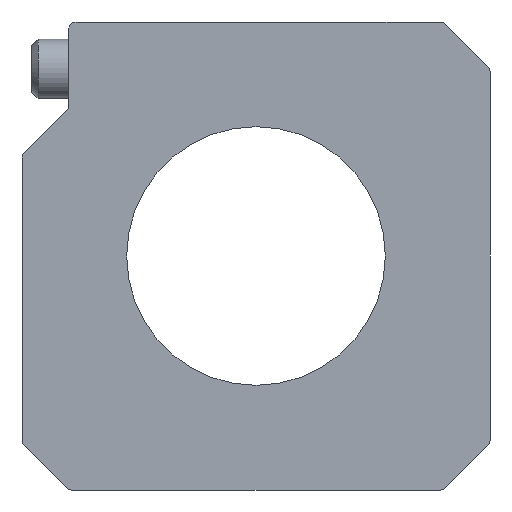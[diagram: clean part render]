
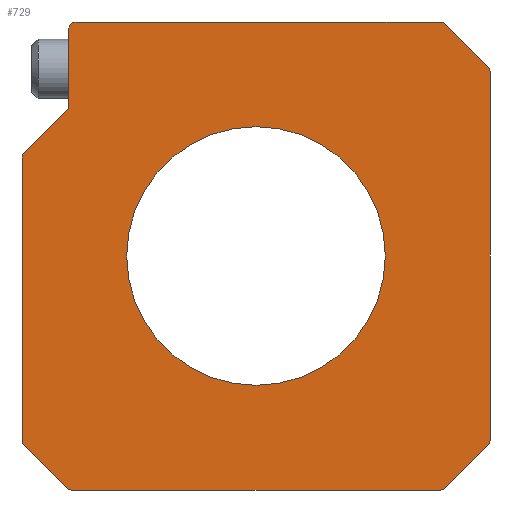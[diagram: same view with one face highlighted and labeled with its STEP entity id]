
A CAD part, left-side view. The second image highlights one B-rep face of the part: STEP entity #729.
In plain terms, the highlighted planar face has unit normal (-1, 0, 0).
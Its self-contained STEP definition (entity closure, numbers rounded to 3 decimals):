
#729=ADVANCED_FACE('',(#1708,#1710),#1712,.T.);
#1708=FACE_BOUND('',#1709,.T.);
#1709=EDGE_LOOP('',(#2604,#2605,#2606,#2607,#2608,#2609,#2610,#2611,#2612,#2613,
#2614,#2615,#2616,#2617,#2618,#2619,#2620));
#1710=FACE_BOUND('',#1711,.T.);
#1711=EDGE_LOOP('',(#2621));
#1712=PLANE('',#1713);
#1713=AXIS2_PLACEMENT_3D('',#1714,#1715,#1716);
#1714=CARTESIAN_POINT('',(-100.,0.,0.));
#1715=DIRECTION('',(-1.,0.,0.));
#1716=DIRECTION('',(0.,0.,-1.));
#2604=ORIENTED_EDGE('',*,*,#3000,.T.);
#2605=ORIENTED_EDGE('',*,*,#2998,.T.);
#2606=ORIENTED_EDGE('',*,*,#2996,.T.);
#2607=ORIENTED_EDGE('',*,*,#2994,.T.);
#2608=ORIENTED_EDGE('',*,*,#2992,.T.);
#2609=ORIENTED_EDGE('',*,*,#2990,.T.);
#2610=ORIENTED_EDGE('',*,*,#2988,.T.);
#2611=ORIENTED_EDGE('',*,*,#2986,.T.);
#2612=ORIENTED_EDGE('',*,*,#2984,.T.);
#2613=ORIENTED_EDGE('',*,*,#2980,.T.);
#2614=ORIENTED_EDGE('',*,*,#2978,.T.);
#2615=ORIENTED_EDGE('',*,*,#2976,.T.);
#2616=ORIENTED_EDGE('',*,*,#2974,.T.);
#2617=ORIENTED_EDGE('',*,*,#2972,.T.);
#2618=ORIENTED_EDGE('',*,*,#2970,.T.);
#2619=ORIENTED_EDGE('',*,*,#2967,.T.);
#2620=ORIENTED_EDGE('',*,*,#3002,.T.);
#2621=ORIENTED_EDGE('',*,*,#3003,.T.);
#2967=EDGE_CURVE('',#3312,#3310,#3313,.T.);
#2970=EDGE_CURVE('',#3317,#3312,#3318,.T.);
#2972=EDGE_CURVE('',#3320,#3317,#3321,.T.);
#2974=EDGE_CURVE('',#3323,#3320,#3324,.T.);
#2976=EDGE_CURVE('',#3326,#3323,#3327,.T.);
#2978=EDGE_CURVE('',#3329,#3326,#3330,.T.);
#2980=EDGE_CURVE('',#3332,#3329,#3333,.T.);
#2984=EDGE_CURVE('',#3339,#3332,#3340,.T.);
#2986=EDGE_CURVE('',#3342,#3339,#3343,.T.);
#2988=EDGE_CURVE('',#3345,#3342,#3346,.T.);
#2990=EDGE_CURVE('',#3348,#3345,#3349,.T.);
#2992=EDGE_CURVE('',#3351,#3348,#3352,.T.);
#2994=EDGE_CURVE('',#3354,#3351,#3355,.T.);
#2996=EDGE_CURVE('',#3357,#3354,#3358,.T.);
#2998=EDGE_CURVE('',#3360,#3357,#3361,.T.);
#3000=EDGE_CURVE('',#3363,#3360,#3364,.T.);
#3002=EDGE_CURVE('',#3310,#3363,#3366,.T.);
#3003=EDGE_CURVE('',#3367,#3367,#3368,.F.);
#3310=VERTEX_POINT('',#3985);
#3312=VERTEX_POINT('',#3989);
#3313=LINE('',#3990,#3991);
#3317=VERTEX_POINT('',#4001);
#3318=CIRCLE('',#4002,3.);
#3320=VERTEX_POINT('',#4009);
#3321=LINE('',#4010,#4011);
#3323=VERTEX_POINT('',#4016);
#3324=CIRCLE('',#4017,3.);
#3326=VERTEX_POINT('',#4024);
#3327=LINE('',#4025,#4026);
#3329=VERTEX_POINT('',#4031);
#3330=CIRCLE('',#4032,3.);
#3332=VERTEX_POINT('',#4039);
#3333=LINE('',#4040,#4041);
#3339=VERTEX_POINT('',#4056);
#3340=CIRCLE('',#4057,3.);
#3342=VERTEX_POINT('',#4064);
#3343=LINE('',#4065,#4066);
#3345=VERTEX_POINT('',#4071);
#3346=CIRCLE('',#4072,3.);
#3348=VERTEX_POINT('',#4079);
#3349=LINE('',#4080,#4081);
#3351=VERTEX_POINT('',#4086);
#3352=CIRCLE('',#4087,3.);
#3354=VERTEX_POINT('',#4094);
#3355=LINE('',#4095,#4096);
#3357=VERTEX_POINT('',#4101);
#3358=CIRCLE('',#4102,3.);
#3360=VERTEX_POINT('',#4109);
#3361=LINE('',#4110,#4111);
#3363=VERTEX_POINT('',#4116);
#3364=CIRCLE('',#4117,3.);
#3366=LINE('',#4124,#4125);
#3367=VERTEX_POINT('',#4127);
#3368=CIRCLE('',#4128,52.5);
#3985=CARTESIAN_POINT('',(-100.,76.,60.));
#3989=CARTESIAN_POINT('',(-100.,76.,92.));
#3990=CARTESIAN_POINT('',(-100.,76.,92.));
#3991=VECTOR('',#3992,1.);
#3992=DIRECTION('',(0.,0.,-1.));
#4001=CARTESIAN_POINT('',(-100.,73.,95.));
#4002=AXIS2_PLACEMENT_3D('',#4003,#4004,#4005);
#4003=CARTESIAN_POINT('',(-100.,73.,92.));
#4004=DIRECTION('',(-1.,-0.,-0.));
#4005=DIRECTION('',(0.,0.,1.));
#4009=CARTESIAN_POINT('',(-100.,-74.757,95.));
#4010=CARTESIAN_POINT('',(-100.,-74.757,95.));
#4011=VECTOR('',#4012,1.);
#4012=DIRECTION('',(0.,1.,0.));
#4016=CARTESIAN_POINT('',(-100.,-76.879,94.121));
#4017=AXIS2_PLACEMENT_3D('',#4018,#4019,#4020);
#4018=CARTESIAN_POINT('',(-100.,-74.757,92.));
#4019=DIRECTION('',(-1.,-0.,-0.));
#4020=DIRECTION('',(0.,-0.707,0.707));
#4024=CARTESIAN_POINT('',(-100.,-94.121,76.879));
#4025=CARTESIAN_POINT('',(-100.,-94.121,76.879));
#4026=VECTOR('',#4027,1.);
#4027=DIRECTION('',(0.,0.707,0.707));
#4031=CARTESIAN_POINT('',(-100.,-95.,74.757));
#4032=AXIS2_PLACEMENT_3D('',#4033,#4034,#4035);
#4033=CARTESIAN_POINT('',(-100.,-92.,74.757));
#4034=DIRECTION('',(-1.,-0.,-0.));
#4035=DIRECTION('',(0.,-1.,0.));
#4039=CARTESIAN_POINT('',(-100.,-95.,-74.757));
#4040=CARTESIAN_POINT('',(-100.,-95.,-74.757));
#4041=VECTOR('',#4042,1.);
#4042=DIRECTION('',(0.,0.,1.));
#4056=CARTESIAN_POINT('',(-100.,-94.121,-76.879));
#4057=AXIS2_PLACEMENT_3D('',#4058,#4059,#4060);
#4058=CARTESIAN_POINT('',(-100.,-92.,-74.757));
#4059=DIRECTION('',(-1.,-0.,-0.));
#4060=DIRECTION('',(0.,-0.707,-0.707));
#4064=CARTESIAN_POINT('',(-100.,-76.879,-94.121));
#4065=CARTESIAN_POINT('',(-100.,-76.879,-94.121));
#4066=VECTOR('',#4067,1.);
#4067=DIRECTION('',(0.,-0.707,0.707));
#4071=CARTESIAN_POINT('',(-100.,-74.757,-95.));
#4072=AXIS2_PLACEMENT_3D('',#4073,#4074,#4075);
#4073=CARTESIAN_POINT('',(-100.,-74.757,-92.));
#4074=DIRECTION('',(-1.,-0.,-0.));
#4075=DIRECTION('',(0.,0.,-1.));
#4079=CARTESIAN_POINT('',(-100.,74.757,-95.));
#4080=CARTESIAN_POINT('',(-100.,74.757,-95.));
#4081=VECTOR('',#4082,1.);
#4082=DIRECTION('',(0.,-1.,0.));
#4086=CARTESIAN_POINT('',(-100.,76.879,-94.121));
#4087=AXIS2_PLACEMENT_3D('',#4088,#4089,#4090);
#4088=CARTESIAN_POINT('',(-100.,74.757,-92.));
#4089=DIRECTION('',(-1.,-0.,-0.));
#4090=DIRECTION('',(0.,0.707,-0.707));
#4094=CARTESIAN_POINT('',(-100.,94.121,-76.879));
#4095=CARTESIAN_POINT('',(-100.,94.121,-76.879));
#4096=VECTOR('',#4097,1.);
#4097=DIRECTION('',(0.,-0.707,-0.707));
#4101=CARTESIAN_POINT('',(-100.,95.,-74.757));
#4102=AXIS2_PLACEMENT_3D('',#4103,#4104,#4105);
#4103=CARTESIAN_POINT('',(-100.,92.,-74.757));
#4104=DIRECTION('',(-1.,-0.,-0.));
#4105=DIRECTION('',(0.,1.,0.));
#4109=CARTESIAN_POINT('',(-100.,95.,39.757));
#4110=CARTESIAN_POINT('',(-100.,95.,39.757));
#4111=VECTOR('',#4112,1.);
#4112=DIRECTION('',(0.,0.,-1.));
#4116=CARTESIAN_POINT('',(-100.,94.121,41.879));
#4117=AXIS2_PLACEMENT_3D('',#4118,#4119,#4120);
#4118=CARTESIAN_POINT('',(-100.,92.,39.757));
#4119=DIRECTION('',(-1.,-0.,-0.));
#4120=DIRECTION('',(0.,0.707,0.707));
#4124=CARTESIAN_POINT('',(-100.,76.,60.));
#4125=VECTOR('',#4126,1.);
#4126=DIRECTION('',(0.,0.707,-0.707));
#4127=CARTESIAN_POINT('',(-100.,0.,-52.5));
#4128=AXIS2_PLACEMENT_3D('',#4129,#4130,#4131);
#4129=CARTESIAN_POINT('',(-100.,0.,0.));
#4130=DIRECTION('',(-1.,0.,0.));
#4131=DIRECTION('',(0.,0.,-1.));
